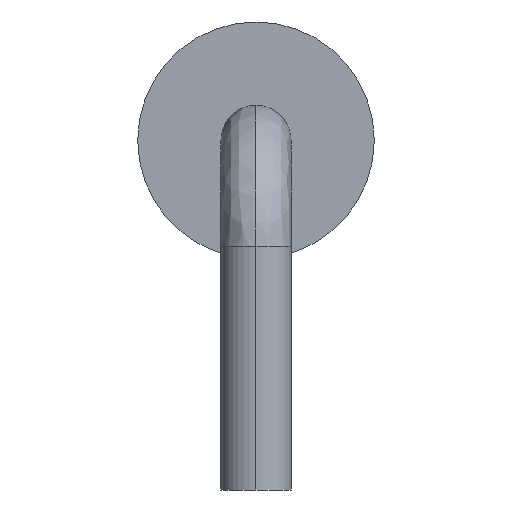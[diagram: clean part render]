
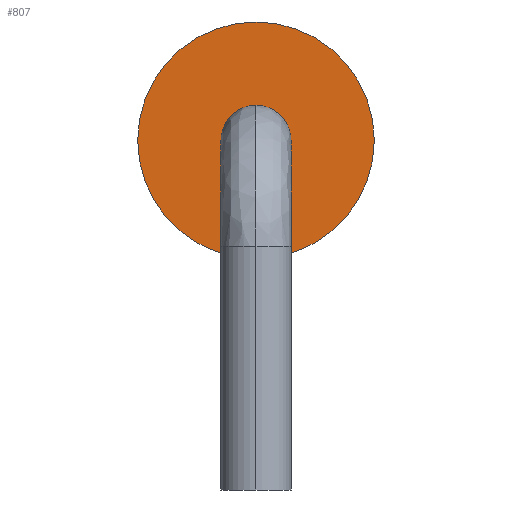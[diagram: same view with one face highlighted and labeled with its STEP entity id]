
A CAD part, left-side view. The second image highlights one B-rep face of the part: STEP entity #807.
In plain terms, the highlighted planar face has unit normal (-1, 0, 0).
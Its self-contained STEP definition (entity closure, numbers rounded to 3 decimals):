
#739=CARTESIAN_POINT('',(-4.445,1.84,1.84));
#740=VERTEX_POINT('',#739);
#756=CARTESIAN_POINT('',(-4.445,-1.84,1.84));
#757=VERTEX_POINT('',#756);
#764=CARTESIAN_POINT('',(-4.445,0.,1.84));
#765=DIRECTION('',(1.0,0.0,0.0));
#766=DIRECTION('',(0.0,1.0,0.0));
#767=AXIS2_PLACEMENT_3D('',#764,#765,#766);
#768=CIRCLE('',#767,1.84);
#769=EDGE_CURVE('',#757,#740,#768,.T.);
#780=CARTESIAN_POINT('',(-4.445,0.,1.84));
#781=DIRECTION('',(1.0,0.0,0.0));
#782=DIRECTION('',(0.0,1.0,0.0));
#783=AXIS2_PLACEMENT_3D('',#780,#781,#782);
#784=CIRCLE('',#783,1.84);
#785=EDGE_CURVE('',#740,#757,#784,.T.);
#798=CARTESIAN_POINT('',(-4.445,0.,1.84));
#799=DIRECTION('',(1.0,0.0,0.0));
#800=DIRECTION('',(0.0,0.0,-1.0));
#801=AXIS2_PLACEMENT_3D('',#798,#799,#800);
#802=PLANE('',#801);
#803=ORIENTED_EDGE('',*,*,#785,.F.);
#804=ORIENTED_EDGE('',*,*,#769,.F.);
#805=EDGE_LOOP('',(#803,#804));
#806=FACE_OUTER_BOUND('',#805,.T.);
#807=ADVANCED_FACE('',(#806),#802,.F.);
